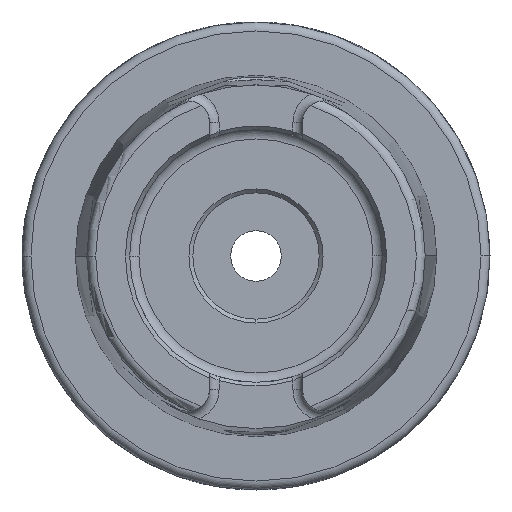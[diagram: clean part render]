
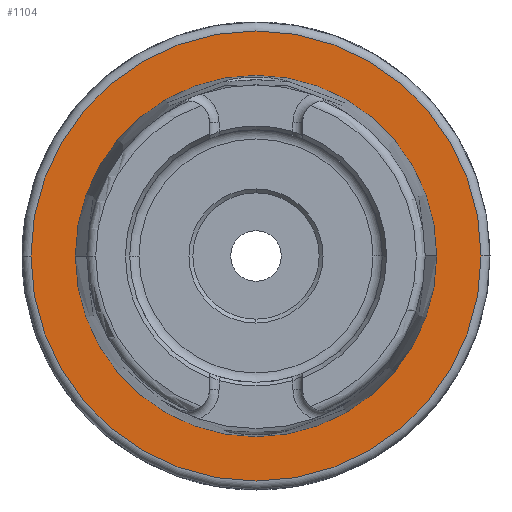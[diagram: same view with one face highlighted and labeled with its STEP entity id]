
A CAD part, left-side view. The second image highlights one B-rep face of the part: STEP entity #1104.
In plain terms, the highlighted planar face has unit normal (-1, 0, 0).
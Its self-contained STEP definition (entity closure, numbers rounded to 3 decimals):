
#5 = ORIENTED_EDGE ( 'NONE', *, *, #3892, .F. ) ;
#163 = CIRCLE ( 'NONE', #3261, 24.321 ) ;
#548 = EDGE_CURVE ( 'NONE', #2545, #3656, #163, .T. ) ;
#632 = EDGE_CURVE ( 'NONE', #3656, #2545, #2185, .T. ) ;
#709 = DIRECTION ( 'NONE',  ( 0., -1., 0. ) ) ;
#927 = DIRECTION ( 'NONE',  ( 0., 1., 0. ) ) ;
#1104 = ADVANCED_FACE ( 'NONE', ( #3840, #1677 ), #1741, .T. ) ;
#1216 = CARTESIAN_POINT ( 'NONE',  ( 0., 24.321, 0. ) ) ;
#1240 = EDGE_CURVE ( 'NONE', #5192, #6206, #6481, .T. ) ;
#1245 = CARTESIAN_POINT ( 'NONE',  ( 0., -24.321, 0. ) ) ;
#1409 = CARTESIAN_POINT ( 'NONE',  ( 0., 30.3, 0. ) ) ;
#1677 = FACE_OUTER_BOUND ( 'NONE', #2643, .T. ) ;
#1741 = PLANE ( 'NONE',  #5090 ) ;
#1765 = ORIENTED_EDGE ( 'NONE', *, *, #632, .T. ) ;
#1890 = CIRCLE ( 'NONE', #6173, 30.3 ) ;
#1979 = DIRECTION ( 'NONE',  ( 0., 1., 0. ) ) ;
#2040 = DIRECTION ( 'NONE',  ( 1., 0., 0. ) ) ;
#2107 = EDGE_LOOP ( 'NONE', ( #3845, #1765 ) ) ;
#2185 = CIRCLE ( 'NONE', #3610, 24.321 ) ;
#2545 = VERTEX_POINT ( 'NONE', #5381 ) ;
#2599 = CARTESIAN_POINT ( 'NONE',  ( 0., 0., 0. ) ) ;
#2604 = CARTESIAN_POINT ( 'NONE',  ( 0., -30.3, 0. ) ) ;
#2643 = EDGE_LOOP ( 'NONE', ( #5, #6512 ) ) ;
#3052 = DIRECTION ( 'NONE',  ( 0., 1., 0. ) ) ;
#3261 = AXIS2_PLACEMENT_3D ( 'NONE', #6021, #3490, #927 ) ;
#3490 = DIRECTION ( 'NONE',  ( 1., 0., 0. ) ) ;
#3564 = DIRECTION ( 'NONE',  ( 1., 0., 0. ) ) ;
#3610 = AXIS2_PLACEMENT_3D ( 'NONE', #2599, #3564, #5180 ) ;
#3617 = AXIS2_PLACEMENT_3D ( 'NONE', #4624, #2040, #3052 ) ;
#3656 = VERTEX_POINT ( 'NONE', #1245 ) ;
#3840 = FACE_BOUND ( 'NONE', #2107, .T. ) ;
#3845 = ORIENTED_EDGE ( 'NONE', *, *, #548, .T. ) ;
#3892 = EDGE_CURVE ( 'NONE', #6206, #5192, #1890, .T. ) ;
#4624 = CARTESIAN_POINT ( 'NONE',  ( 0., 0., 0. ) ) ;
#5090 = AXIS2_PLACEMENT_3D ( 'NONE', #1216, #5739, #709 ) ;
#5180 = DIRECTION ( 'NONE',  ( 0., 1., 0. ) ) ;
#5192 = VERTEX_POINT ( 'NONE', #2604 ) ;
#5381 = CARTESIAN_POINT ( 'NONE',  ( 0., 24.321, 0. ) ) ;
#5505 = CARTESIAN_POINT ( 'NONE',  ( 0., 0., 0. ) ) ;
#5739 = DIRECTION ( 'NONE',  ( -1., 0., 0. ) ) ;
#6021 = CARTESIAN_POINT ( 'NONE',  ( 0., 0., 0. ) ) ;
#6109 = DIRECTION ( 'NONE',  ( 1., 0., 0. ) ) ;
#6173 = AXIS2_PLACEMENT_3D ( 'NONE', #5505, #6109, #1979 ) ;
#6206 = VERTEX_POINT ( 'NONE', #1409 ) ;
#6481 = CIRCLE ( 'NONE', #3617, 30.3 ) ;
#6512 = ORIENTED_EDGE ( 'NONE', *, *, #1240, .F. ) ;
